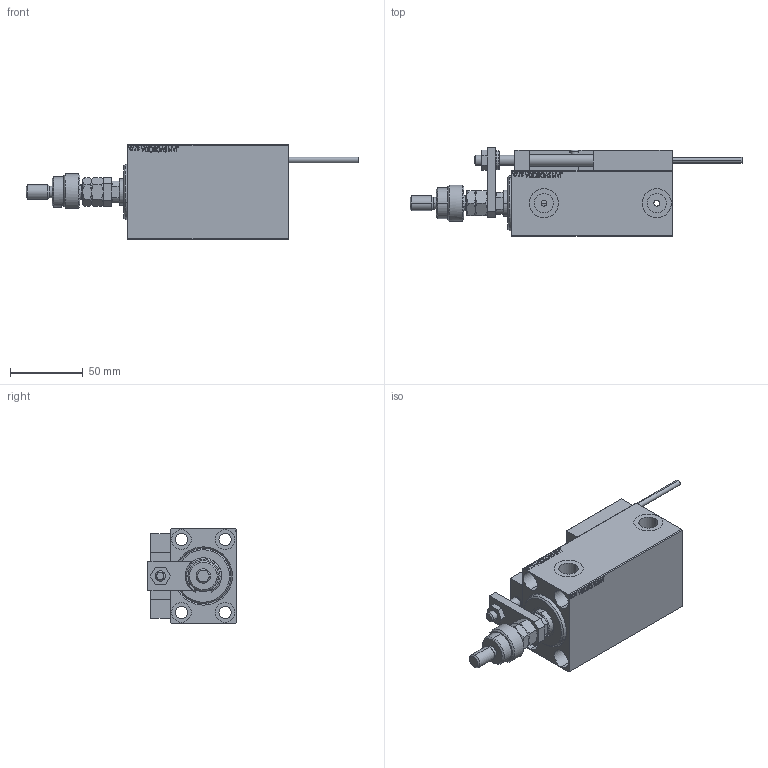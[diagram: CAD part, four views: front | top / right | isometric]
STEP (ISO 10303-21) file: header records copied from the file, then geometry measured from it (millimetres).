
FILE_DESCRIPTION (( 'STEP AP203' ), '1' );
FILE_NAME ('e366.STEP', '2022-04-17T11:52:10', ( '' ), ( '' ), 'SwSTEP 2.0', 'SolidWorks 2019', '' );
FILE_SCHEMA (( 'CONFIG_CONTROL_DESIGN' ));
Length unit declared in the file: millimetre
Products named in the file (18): TYC_L79 c94ab5e37ad3aec6f5af000e0c5d43a2; FEMALE_PART_FOR_DFA c94ab5e37ad3aec6f5af000e0c5d43a2; MFA c94ab5e37ad3aec6f5af000e0c5d43a2; V450CM_C_VCP c94ab5e37ad3aec6f5af000e0c5d43a2; X_Y_DFA c94ab5e37ad3aec6f5af000e0c5d43a2; ZARAZKA c94ab5e37ad3aec6f5af000e0c5d43a2; ALLEN BOLT D8 c94ab5e37ad3aec6f5af000e0c5d43a2; NUT_D12 c94ab5e37ad3aec6f5af000e0c5d43a2; MAGNET c94ab5e37ad3aec6f5af000e0c5d43a2; KONCOVKA c94ab5e37ad3aec6f5af000e0c5d43a2; e366; SWITCH DIM B,W c94ab5e37ad3aec6f5af000e0c5d43a2; Block c94ab5e37ad3aec6f5af000e0c5d43a2; V450CM_C_Body c94ab5e37ad3aec6f5af000e0c5d43a2; SWITCH X c94ab5e37ad3aec6f5af000e0c5d43a2; ALLEN BOLT D5 c94ab5e37ad3aec6f5af000e0c5d43a2; V450CM_VC_B c94ab5e37ad3aec6f5af000e0c5d43a2; SWITCH_X_FRONT_BACK c94ab5e37ad3aec6f5af000e0c5d43a2
Assembly tree (27 placements, depth 3):
  e366
    V450CM_C_Body c94ab5e37ad3aec6f5af000e0c5d43a2
    SWITCH X c94ab5e37ad3aec6f5af000e0c5d43a2
      SWITCH_X_FRONT_BACK c94ab5e37ad3aec6f5af000e0c5d43a2  x2
      TYC_L79 c94ab5e37ad3aec6f5af000e0c5d43a2
      Block c94ab5e37ad3aec6f5af000e0c5d43a2  x2
      ALLEN BOLT D5 c94ab5e37ad3aec6f5af000e0c5d43a2  x4
      ALLEN BOLT D8 c94ab5e37ad3aec6f5af000e0c5d43a2  x4
      MAGNET c94ab5e37ad3aec6f5af000e0c5d43a2  x2
      KONCOVKA c94ab5e37ad3aec6f5af000e0c5d43a2  x2
    NUT_D12 c94ab5e37ad3aec6f5af000e0c5d43a2
    SWITCH DIM B,W c94ab5e37ad3aec6f5af000e0c5d43a2
    ZARAZKA c94ab5e37ad3aec6f5af000e0c5d43a2
    V450CM_C_VCP c94ab5e37ad3aec6f5af000e0c5d43a2
    V450CM_VC_B c94ab5e37ad3aec6f5af000e0c5d43a2
    X_Y_DFA c94ab5e37ad3aec6f5af000e0c5d43a2
      FEMALE_PART_FOR_DFA c94ab5e37ad3aec6f5af000e0c5d43a2
      MFA c94ab5e37ad3aec6f5af000e0c5d43a2
Bounding box: 228 x 60.5 x 65 mm (x, y, z)
Volume: 331233.8 mm3; surface area: 92519 mm2
Topology: 25 solids, 25 shells, 1381 faces, 3282 edges, 2087 vertices
Faces by surface type: plane 592, bspline 380, cylinder 211, cone 146, torus 48, sphere 4
Entity records: 53492 total; most frequent: CARTESIAN_POINT 26793, ORIENTED_EDGE 5584, DIRECTION 3914, EDGE_CURVE 2792, VERTEX_POINT 1811, VECTOR 1554, LINE 1554, EDGE_LOOP 1301
